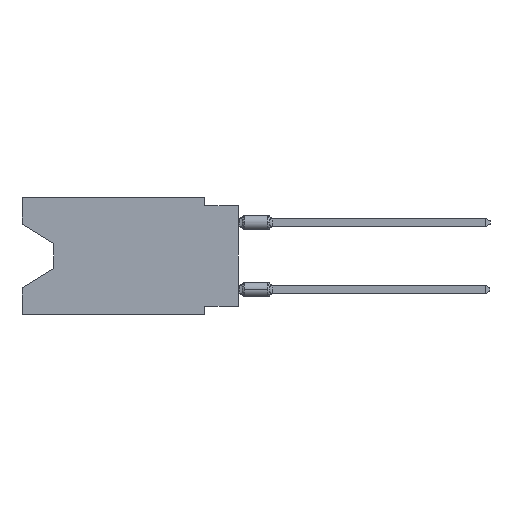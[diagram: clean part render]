
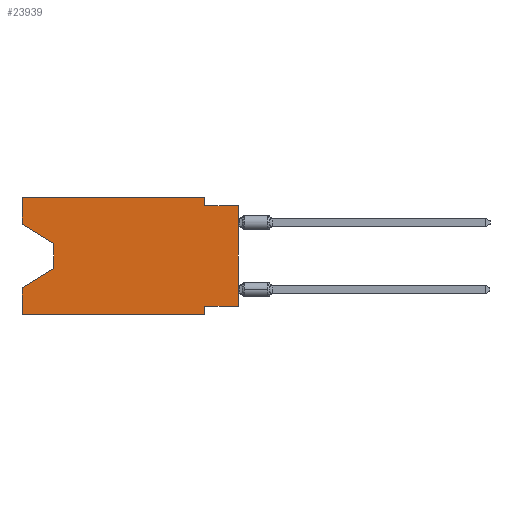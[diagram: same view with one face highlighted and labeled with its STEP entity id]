
A CAD part, left-side view. The second image highlights one B-rep face of the part: STEP entity #23939.
In plain terms, the highlighted planar face has unit normal (-1, 0, 0).
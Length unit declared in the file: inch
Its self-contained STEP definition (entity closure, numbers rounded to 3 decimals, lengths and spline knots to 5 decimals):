
#757 = CARTESIAN_POINT ( 'NONE',  ( 0., 0.1, -0.35 ) ) ;
#1812 = VECTOR ( 'NONE', #52089, 39.37008 ) ;
#2905 = CARTESIAN_POINT ( 'NONE',  ( 0., 0.55, -0.212 ) ) ;
#3183 = DIRECTION ( 'NONE',  ( 0., 0., 1. ) ) ;
#3254 = VERTEX_POINT ( 'NONE', #35400 ) ;
#3695 = ORIENTED_EDGE ( 'NONE', *, *, #8227, .T. ) ;
#4109 = VECTOR ( 'NONE', #47731, 39.37008 ) ;
#5062 = DIRECTION ( 'NONE',  ( 0., 0.855, -0.519 ) ) ;
#6450 = ORIENTED_EDGE ( 'NONE', *, *, #10981, .F. ) ;
#6599 = EDGE_CURVE ( 'NONE', #21269, #52219, #52307, .T. ) ;
#6669 = VERTEX_POINT ( 'NONE', #14146 ) ;
#7416 = LINE ( 'NONE', #20262, #19063 ) ;
#8227 = EDGE_CURVE ( 'NONE', #30874, #23334, #44417, .T. ) ;
#8336 = ORIENTED_EDGE ( 'NONE', *, *, #10380, .F. ) ;
#8849 = CARTESIAN_POINT ( 'NONE',  ( 0., 0.645, -0.08025 ) ) ;
#9329 = LINE ( 'NONE', #44082, #46854 ) ;
#10318 = EDGE_LOOP ( 'NONE', ( #54414, #3695, #35102, #49580, #20683, #11204, #8336, #27980, #6450, #12870, #22442, #26824 ) ) ;
#10380 = EDGE_CURVE ( 'NONE', #47848, #3254, #11200, .T. ) ;
#10616 = AXIS2_PLACEMENT_3D ( 'NONE', #25031, #29596, #46419 ) ;
#10981 = EDGE_CURVE ( 'NONE', #52219, #6669, #7416, .T. ) ;
#11165 = EDGE_CURVE ( 'NONE', #13788, #18876, #11910, .T. ) ;
#11200 = LINE ( 'NONE', #11480, #38092 ) ;
#11204 = ORIENTED_EDGE ( 'NONE', *, *, #15267, .F. ) ;
#11480 = CARTESIAN_POINT ( 'NONE',  ( 0., 0., -0.325 ) ) ;
#11910 = LINE ( 'NONE', #17360, #1812 ) ;
#12440 = CARTESIAN_POINT ( 'NONE',  ( 0., 0.1, 0. ) ) ;
#12870 = ORIENTED_EDGE ( 'NONE', *, *, #6599, .F. ) ;
#13429 = DIRECTION ( 'NONE',  ( 0., -0.855, -0.519 ) ) ;
#13788 = VERTEX_POINT ( 'NONE', #42889 ) ;
#14146 = CARTESIAN_POINT ( 'NONE',  ( 0., 0., -0.025 ) ) ;
#14272 = VECTOR ( 'NONE', #32364, 39.37008 ) ;
#14698 = CARTESIAN_POINT ( 'NONE',  ( 0., 0.645, 0. ) ) ;
#15267 = EDGE_CURVE ( 'NONE', #3254, #21168, #49173, .T. ) ;
#16981 = VECTOR ( 'NONE', #13429, 39.37008 ) ;
#17360 = CARTESIAN_POINT ( 'NONE',  ( 0., 0.645, 0. ) ) ;
#18876 = VERTEX_POINT ( 'NONE', #45812 ) ;
#19063 = VECTOR ( 'NONE', #42703, 39.37008 ) ;
#19799 = CARTESIAN_POINT ( 'NONE',  ( 0., 0.1, -0.025 ) ) ;
#20262 = CARTESIAN_POINT ( 'NONE',  ( 0., 0., -0.025 ) ) ;
#20435 = EDGE_CURVE ( 'NONE', #48231, #21168, #29895, .T. ) ;
#20437 = CARTESIAN_POINT ( 'NONE',  ( 0., 0.645, -0.26975 ) ) ;
#20683 = ORIENTED_EDGE ( 'NONE', *, *, #20435, .T. ) ;
#21168 = VERTEX_POINT ( 'NONE', #34015 ) ;
#21269 = VERTEX_POINT ( 'NONE', #46567 ) ;
#21570 = EDGE_CURVE ( 'NONE', #23334, #37062, #9329, .T. ) ;
#22042 = EDGE_CURVE ( 'NONE', #47848, #6669, #29956, .T. ) ;
#22442 = ORIENTED_EDGE ( 'NONE', *, *, #54776, .F. ) ;
#23334 = VERTEX_POINT ( 'NONE', #2905 ) ;
#23939 = ADVANCED_FACE ( 'NONE', ( #29059 ), #47514, .F. ) ;
#25031 = CARTESIAN_POINT ( 'NONE',  ( 0., 0.645, 0. ) ) ;
#25254 = LINE ( 'NONE', #34354, #4109 ) ;
#25888 = DIRECTION ( 'NONE',  ( 0., -1., 0. ) ) ;
#26118 = DIRECTION ( 'NONE',  ( 0., 0., -1. ) ) ;
#26824 = ORIENTED_EDGE ( 'NONE', *, *, #11165, .F. ) ;
#27980 = ORIENTED_EDGE ( 'NONE', *, *, #22042, .T. ) ;
#28037 = DIRECTION ( 'NONE',  ( 0., 1., 0. ) ) ;
#29059 = FACE_OUTER_BOUND ( 'NONE', #10318, .T. ) ;
#29596 = DIRECTION ( 'NONE',  ( 1., 0., 0. ) ) ;
#29895 = LINE ( 'NONE', #33885, #43965 ) ;
#29956 = LINE ( 'NONE', #50748, #47783 ) ;
#29982 = VECTOR ( 'NONE', #26118, 39.37008 ) ;
#30874 = VERTEX_POINT ( 'NONE', #48010 ) ;
#32364 = DIRECTION ( 'NONE',  ( 0., -1., 0. ) ) ;
#33019 = CARTESIAN_POINT ( 'NONE',  ( 0., 0.55, -0.138 ) ) ;
#33885 = CARTESIAN_POINT ( 'NONE',  ( 0., 0.645, -0.35 ) ) ;
#34015 = CARTESIAN_POINT ( 'NONE',  ( 0., 0.1, -0.35 ) ) ;
#34354 = CARTESIAN_POINT ( 'NONE',  ( 0., 0.645, 0. ) ) ;
#35102 = ORIENTED_EDGE ( 'NONE', *, *, #21570, .T. ) ;
#35364 = LINE ( 'NONE', #8849, #16981 ) ;
#35400 = CARTESIAN_POINT ( 'NONE',  ( 0., 0.1, -0.325 ) ) ;
#35688 = VECTOR ( 'NONE', #52594, 39.37008 ) ;
#37062 = VERTEX_POINT ( 'NONE', #20437 ) ;
#37478 = LINE ( 'NONE', #14698, #14272 ) ;
#38092 = VECTOR ( 'NONE', #28037, 39.37008 ) ;
#41838 = DIRECTION ( 'NONE',  ( 0., 0., -1. ) ) ;
#42703 = DIRECTION ( 'NONE',  ( 0., -1., 0. ) ) ;
#42889 = CARTESIAN_POINT ( 'NONE',  ( 0., 0.645, -0.08025 ) ) ;
#43965 = VECTOR ( 'NONE', #25888, 39.37008 ) ;
#44082 = CARTESIAN_POINT ( 'NONE',  ( 0., 0.55, -0.212 ) ) ;
#44417 = LINE ( 'NONE', #33019, #47294 ) ;
#45812 = CARTESIAN_POINT ( 'NONE',  ( 0., 0.645, 0. ) ) ;
#46419 = DIRECTION ( 'NONE',  ( 0., 0., -1. ) ) ;
#46567 = CARTESIAN_POINT ( 'NONE',  ( 0., 0.1, 0. ) ) ;
#46854 = VECTOR ( 'NONE', #5062, 39.37008 ) ;
#47294 = VECTOR ( 'NONE', #41838, 39.37008 ) ;
#47514 = PLANE ( 'NONE',  #10616 ) ;
#47731 = DIRECTION ( 'NONE',  ( 0., 0., 1. ) ) ;
#47783 = VECTOR ( 'NONE', #3183, 39.37008 ) ;
#47848 = VERTEX_POINT ( 'NONE', #55918 ) ;
#48010 = CARTESIAN_POINT ( 'NONE',  ( 0., 0.55, -0.138 ) ) ;
#48231 = VERTEX_POINT ( 'NONE', #51300 ) ;
#49173 = LINE ( 'NONE', #757, #29982 ) ;
#49580 = ORIENTED_EDGE ( 'NONE', *, *, #53277, .F. ) ;
#50748 = CARTESIAN_POINT ( 'NONE',  ( 0., 0., 0. ) ) ;
#51300 = CARTESIAN_POINT ( 'NONE',  ( 0., 0.645, -0.35 ) ) ;
#52089 = DIRECTION ( 'NONE',  ( 0., 0., 1. ) ) ;
#52219 = VERTEX_POINT ( 'NONE', #19799 ) ;
#52307 = LINE ( 'NONE', #12440, #35688 ) ;
#52594 = DIRECTION ( 'NONE',  ( 0., 0., -1. ) ) ;
#53277 = EDGE_CURVE ( 'NONE', #48231, #37062, #25254, .T. ) ;
#54295 = EDGE_CURVE ( 'NONE', #13788, #30874, #35364, .T. ) ;
#54414 = ORIENTED_EDGE ( 'NONE', *, *, #54295, .T. ) ;
#54776 = EDGE_CURVE ( 'NONE', #18876, #21269, #37478, .T. ) ;
#55918 = CARTESIAN_POINT ( 'NONE',  ( 0., 0., -0.325 ) ) ;
